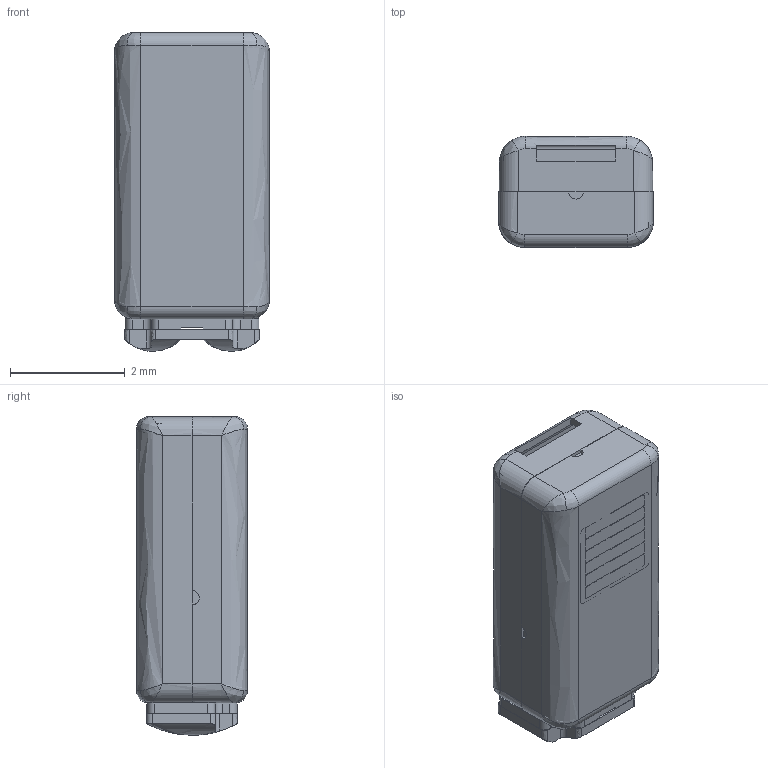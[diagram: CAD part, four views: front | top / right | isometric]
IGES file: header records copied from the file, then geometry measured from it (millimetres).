
Start section:  PTC IGES file: wbfk-30019-000_sw0002.igs
Global section: file name: wbfk-30019-000_sw0002.igs; native system: Pro/ENGINEER by Parametric Technology Corporation; preprocessor: 2011220; author: LYan; organization: Unknown; date: 20130226.143947; units: inch
Bounding box: 2.69 x 1.93 x 5.54 mm (x, y, z)
Surface area: 125.3 mm2 (no closed solid volume)
Topology: 0 solids, 0 shells, 434 faces, 2138 edges, 2138 vertices
Faces by surface type: revolution 276, bspline 158
